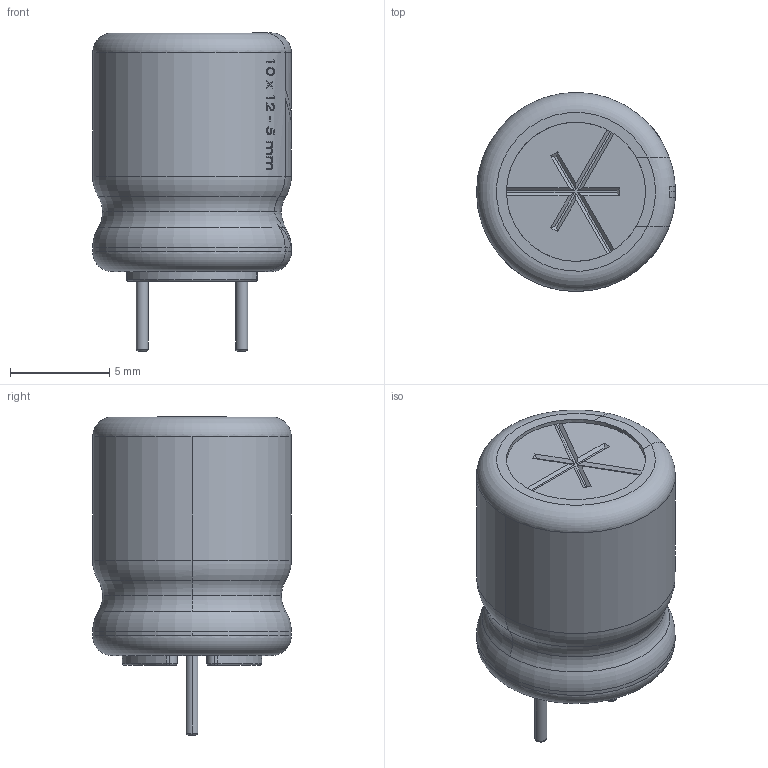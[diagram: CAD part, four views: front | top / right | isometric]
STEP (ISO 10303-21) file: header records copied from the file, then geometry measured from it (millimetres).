
FILE_DESCRIPTION (( 'STEP AP214' ), '1' );
FILE_NAME ('User Library-Cap-EL(10x12-5)T.STEP', '2017-11-20T17:19:45', ( '' ), ( '' ), 'SwSTEP 2.0', 'SolidWorks 2017', '' );
FILE_SCHEMA (( 'AUTOMOTIVE_DESIGN' ));
Length unit declared in the file: millimetre
Products named in the file (1): User Library-Cap-EL(10x12-5)T
Bounding box: 10 x 10 x 16 mm (x, y, z)
Volume: 510.2 mm3; surface area: 857.9 mm2
Topology: 1 solids, 2 shells, 460 faces, 1211 edges, 796 vertices
Faces by surface type: plane 217, bspline 128, cylinder 74, torus 41
Entity records: 25334 total; most frequent: CARTESIAN_POINT 9951, ORIENTED_EDGE 2422, DIRECTION 1680, EDGE_CURVE 1211, VERTEX_POINT 796, AXIS2_PLACEMENT_3D 618, EDGE_LOOP 501, B_SPLINE_CURVE_WITH_KNOTS 466
